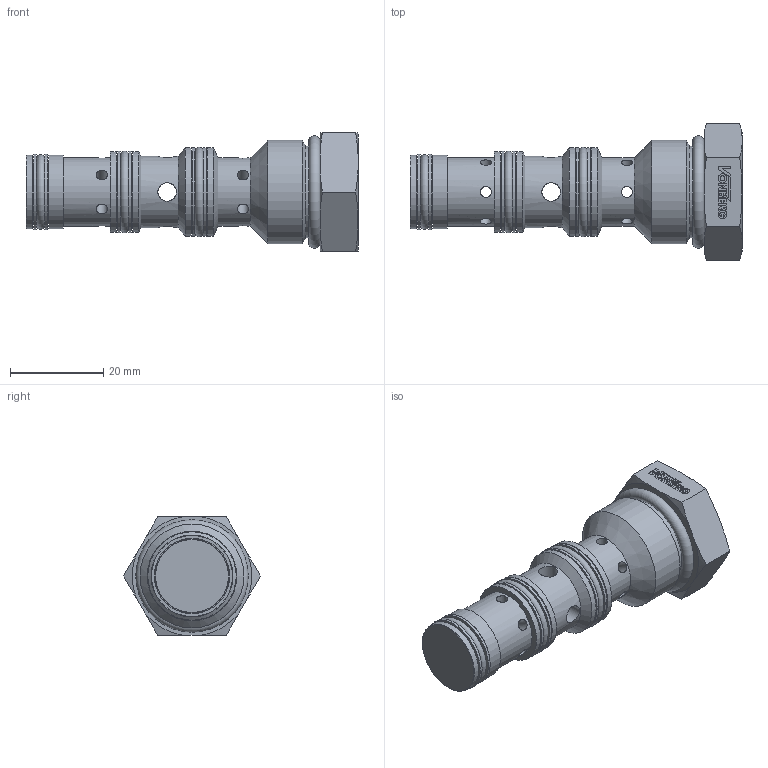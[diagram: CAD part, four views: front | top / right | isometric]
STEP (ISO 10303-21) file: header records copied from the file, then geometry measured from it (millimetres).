
FILE_DESCRIPTION((''),'2;1');
FILE_NAME('2310.stp','2015-01-26T10:50:11',('jml'),(''),'Autodesk Inventor 2010','Autodesk Inventor 2010','');
FILE_SCHEMA(('AUTOMOTIVE_DESIGN { 1 0 10303 214 1 1 1 1 }'));
Length unit declared in the file: inch
Products named in the file (10): 2310 (LevelofDetail1); 221232; 990047; 910 O-RING; 016 O-RING; 015 O-RING; 014 O-RING; 016H BACKUP; 015H BACKUP; 014H BACKUP
Assembly tree (12 placements, depth 2):
  2310 (LevelofDetail1)
    221232
    990047
    910 O-RING
    016 O-RING
    015 O-RING
    014 O-RING
    016H BACKUP  x2
    015H BACKUP  x2
    014H BACKUP  x2
Bounding box: 71.12 x 29.33 x 25.4 mm (x, y, z)
Volume: 17106.1 mm3; surface area: 11433.2 mm2
Topology: 13 solids, 13 shells, 208 faces, 518 edges, 340 vertices
Faces by surface type: plane 117, cylinder 61, cone 22, torus 6, bspline 2
Full cylindrical faces by diameter (mm): 1.044 x1, 2.362 x12, 3.962 x4, 12.294 x1, 13.208 x3, 14.275 x1, 14.605 x1, 14.681 x2, 14.986 x2, 15.24 x1, 15.773 x2, 16.205 x2, 16.256 x1, 16.51 x2, 17.348 x2, 17.475 x1, 17.526 x2, 18.948 x2, 19.05 x2, 19.634 x1, 20.066 x1, 22.225 x1
Entity records: 6546 total; most frequent: CARTESIAN_POINT 1657, DIRECTION 921, ORIENTED_EDGE 852, EDGE_CURVE 426, AXIS2_PLACEMENT_3D 341, VERTEX_POINT 309, EDGE_LOOP 299, VECTOR 239
